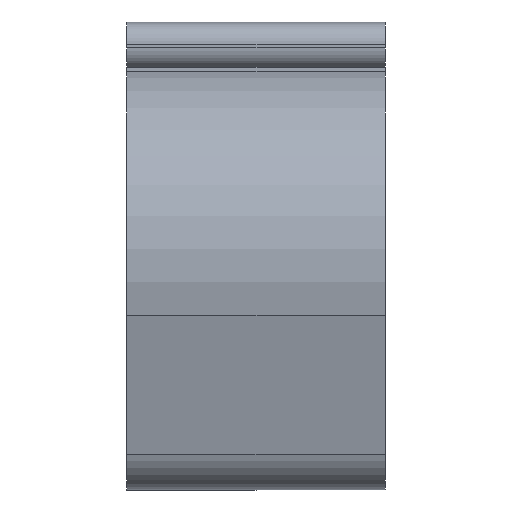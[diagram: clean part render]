
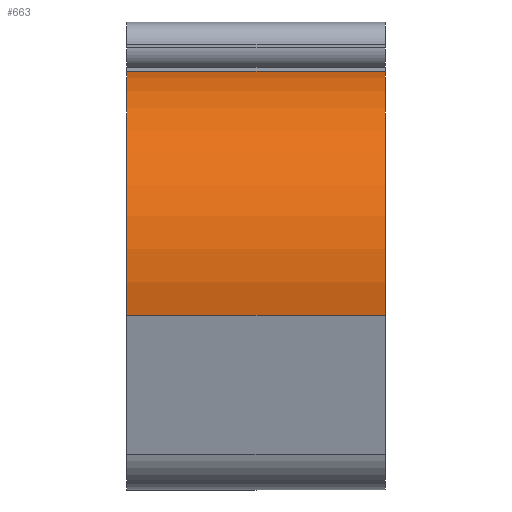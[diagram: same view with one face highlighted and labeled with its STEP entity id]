
A CAD part, left-side view. The second image highlights one B-rep face of the part: STEP entity #663.
In plain terms, the highlighted cylindrical face has radius 13.8 mm (diameter 27.6 mm), a partial arc.
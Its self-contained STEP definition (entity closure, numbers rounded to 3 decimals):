
#636=AXIS2_PLACEMENT_3D('Cylinder Axis2P3D',#633,#634,#635) ;
#640=AXIS2_PLACEMENT_3D('Circle Axis2P3D',#638,#639,$) ;
#647=AXIS2_PLACEMENT_3D('Circle Axis2P3D',#645,#646,$) ;
#574=CARTESIAN_POINT('Line Origine',(0.404,9.,12.184)) ;
#578=CARTESIAN_POINT('Vertex',(0.404,18.,12.184)) ;
#580=CARTESIAN_POINT('Vertex',(0.404,0.,12.184)) ;
#633=CARTESIAN_POINT('Axis2P3D Location',(13.8,9.,15.497)) ;
#638=CARTESIAN_POINT('Axis2P3D Location',(13.8,18.,15.497)) ;
#642=CARTESIAN_POINT('Vertex',(12.125,18.,29.195)) ;
#645=CARTESIAN_POINT('Axis2P3D Location',(13.8,0.,15.497)) ;
#649=CARTESIAN_POINT('Vertex',(12.125,0.,29.195)) ;
#652=CARTESIAN_POINT('Line Origine',(12.125,9.,29.195)) ;
#575=DIRECTION('Vector Direction',(0.,-1.,0.)) ;
#634=DIRECTION('Axis2P3D Direction',(0.,-1.,0.)) ;
#635=DIRECTION('Axis2P3D XDirection',(-0.029,0.,1.)) ;
#639=DIRECTION('Axis2P3D Direction',(0.,-1.,0.)) ;
#646=DIRECTION('Axis2P3D Direction',(0.,-1.,0.)) ;
#653=DIRECTION('Vector Direction',(0.,-1.,0.)) ;
#576=VECTOR('Line Direction',#575,1.) ;
#654=VECTOR('Line Direction',#653,1.) ;
#658=ORIENTED_EDGE('',*,*,#644,.T.) ;
#659=ORIENTED_EDGE('',*,*,#582,.T.) ;
#660=ORIENTED_EDGE('',*,*,#651,.F.) ;
#661=ORIENTED_EDGE('',*,*,#656,.F.) ;
#663=ADVANCED_FACE('S4M - gedreht',(#662),#637,.T.) ;
#641=CIRCLE('generated circle',#640,13.8) ;
#648=CIRCLE('generated circle',#647,13.8) ;
#637=CYLINDRICAL_SURFACE('generated cylinder',#636,13.8) ;
#582=EDGE_CURVE('',#579,#581,#577,.T.) ;
#644=EDGE_CURVE('',#643,#579,#641,.T.) ;
#651=EDGE_CURVE('',#650,#581,#648,.T.) ;
#656=EDGE_CURVE('',#643,#650,#655,.T.) ;
#657=EDGE_LOOP('',(#658,#659,#660,#661)) ;
#662=FACE_OUTER_BOUND('',#657,.T.) ;
#577=LINE('Line',#574,#576) ;
#655=LINE('Line',#652,#654) ;
#579=VERTEX_POINT('',#578) ;
#581=VERTEX_POINT('',#580) ;
#643=VERTEX_POINT('',#642) ;
#650=VERTEX_POINT('',#649) ;
